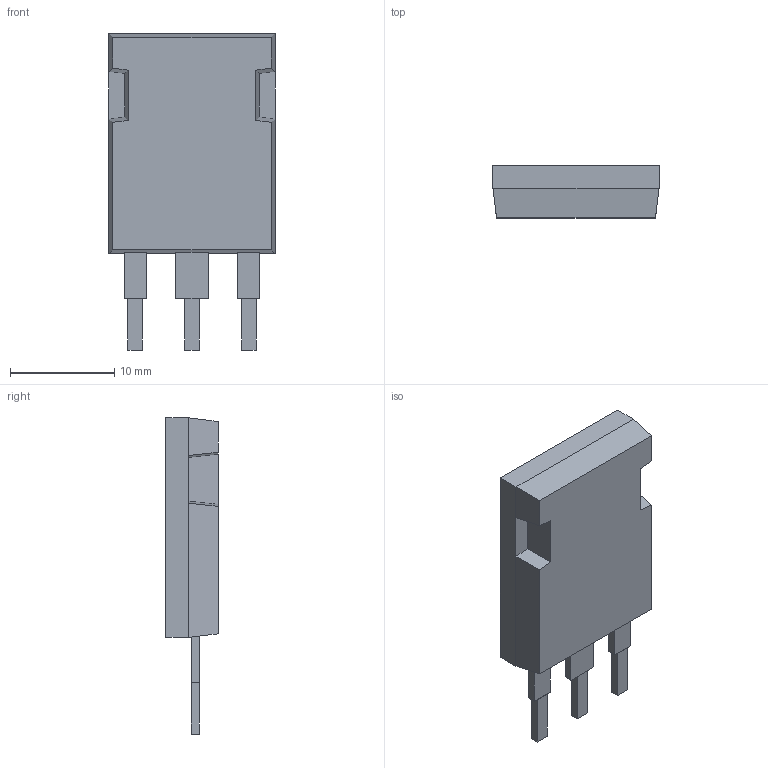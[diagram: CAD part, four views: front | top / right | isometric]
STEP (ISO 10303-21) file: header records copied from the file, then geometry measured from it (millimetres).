
FILE_DESCRIPTION((''),'2;1');
FILE_NAME('IXYS_PLUS247_V.stp','2014-03-27T13:07:03',(''),(''),'Mechanical Desktop 2011','Mechanical Desktop 2011',', , ');
FILE_SCHEMA(('AUTOMOTIVE_DESIGN { 1 2 10303 214 1 1 1 1 }'));
Length unit declared in the file: millimetre
Products named in the file (1): Product
Bounding box: 15.94 x 5.02 x 30.35 mm (x, y, z)
Volume: 1651.7 mm3; surface area: 2288.4 mm2
Topology: 9 solids, 9 shells, 71 faces, 156 edges, 104 vertices
Faces by surface type: plane 71
Entity records: 1954 total; most frequent: CARTESIAN_POINT 332, ORIENTED_EDGE 312, DIRECTION 300, VECTOR 156, LINE 156, EDGE_CURVE 156, VERTEX_POINT 104, AXIS2_PLACEMENT_3D 72
